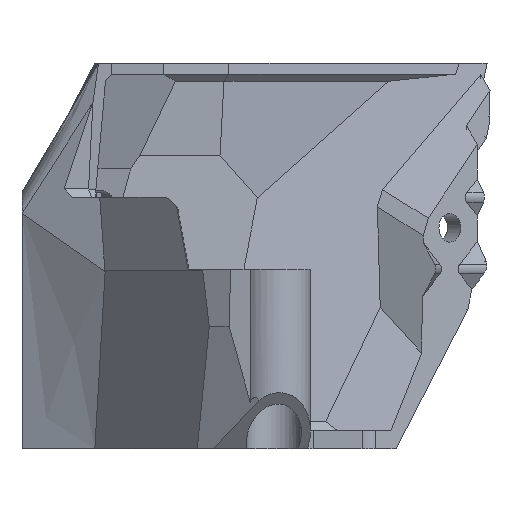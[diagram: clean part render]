
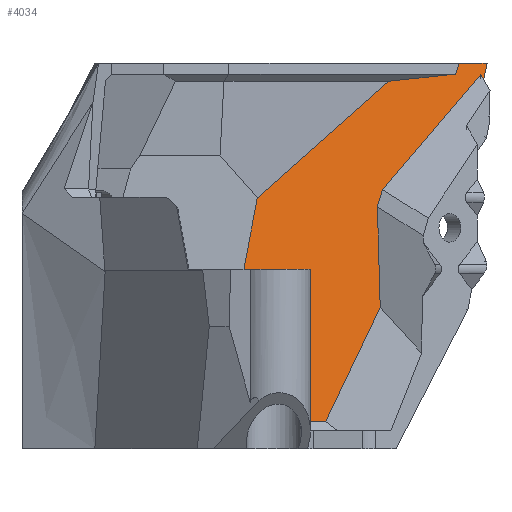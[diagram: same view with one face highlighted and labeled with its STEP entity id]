
A CAD part, left-side view. The second image highlights one B-rep face of the part: STEP entity #4034.
In plain terms, the highlighted planar face has unit normal (-0.865, -0.499, 0.043).
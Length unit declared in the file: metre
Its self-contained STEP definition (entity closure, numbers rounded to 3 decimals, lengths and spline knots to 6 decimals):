
#288=LINE('',#5971,#778);
#318=LINE('',#6042,#808);
#359=LINE('',#6139,#849);
#361=LINE('',#6143,#851);
#362=LINE('',#6145,#852);
#364=LINE('',#6148,#854);
#373=LINE('',#6164,#863);
#375=LINE('',#6167,#865);
#383=LINE('',#6185,#873);
#386=LINE('',#6190,#876);
#391=LINE('',#6199,#881);
#404=LINE('',#6234,#894);
#473=LINE('',#6407,#963);
#778=VECTOR('',#4801,1.);
#808=VECTOR('',#4857,1.);
#849=VECTOR('',#4940,1.);
#851=VECTOR('',#4944,1.);
#852=VECTOR('',#4947,1.);
#854=VECTOR('',#4951,1.);
#863=VECTOR('',#4964,1.);
#865=VECTOR('',#4968,1.);
#873=VECTOR('',#4984,1.);
#876=VECTOR('',#4989,1.);
#881=VECTOR('',#4996,1.);
#894=VECTOR('',#5029,1.);
#963=VECTOR('',#5190,1.);
#1851=ORIENTED_EDGE('',*,*,#2502,.T.);
#1852=ORIENTED_EDGE('',*,*,#2552,.T.);
#1853=ORIENTED_EDGE('',*,*,#2549,.T.);
#1854=ORIENTED_EDGE('',*,*,#2551,.T.);
#1855=ORIENTED_EDGE('',*,*,#2574,.T.);
#1856=ORIENTED_EDGE('',*,*,#2582,.T.);
#1857=ORIENTED_EDGE('',*,*,#2577,.F.);
#1858=ORIENTED_EDGE('',*,*,#2598,.T.);
#1859=ORIENTED_EDGE('',*,*,#2565,.T.);
#1860=ORIENTED_EDGE('',*,*,#2563,.T.);
#1861=ORIENTED_EDGE('',*,*,#2554,.T.);
#1862=ORIENTED_EDGE('',*,*,#2467,.T.);
#1863=ORIENTED_EDGE('',*,*,#2682,.T.);
#2467=EDGE_CURVE('',#2996,#2995,#288,.T.);
#2502=EDGE_CURVE('',#3024,#3023,#318,.T.);
#2549=EDGE_CURVE('',#3054,#3058,#359,.T.);
#2551=EDGE_CURVE('',#3058,#3059,#361,.T.);
#2552=EDGE_CURVE('',#3023,#3054,#362,.T.);
#2554=EDGE_CURVE('',#3060,#2996,#364,.T.);
#2563=EDGE_CURVE('',#3063,#3060,#373,.T.);
#2565=EDGE_CURVE('',#3065,#3063,#375,.T.);
#2574=EDGE_CURVE('',#3059,#3070,#383,.T.);
#2577=EDGE_CURVE('',#3071,#3072,#386,.T.);
#2582=EDGE_CURVE('',#3070,#3072,#391,.T.);
#2598=EDGE_CURVE('',#3071,#3065,#404,.T.);
#2682=EDGE_CURVE('',#2995,#3024,#473,.T.);
#2995=VERTEX_POINT('',#5970);
#2996=VERTEX_POINT('',#5972);
#3023=VERTEX_POINT('',#6041);
#3024=VERTEX_POINT('',#6043);
#3054=VERTEX_POINT('',#6130);
#3058=VERTEX_POINT('',#6138);
#3059=VERTEX_POINT('',#6142);
#3060=VERTEX_POINT('',#6149);
#3063=VERTEX_POINT('',#6161);
#3065=VERTEX_POINT('',#6168);
#3070=VERTEX_POINT('',#6184);
#3071=VERTEX_POINT('',#6189);
#3072=VERTEX_POINT('',#6191);
#3389=EDGE_LOOP('',(#1851,#1852,#1853,#1854,#1855,#1856,#1857,#1858,#1859,
#1860,#1861,#1862,#1863));
#3630=FACE_BOUND('',#3389,.T.);
#3835=PLANE('',#4337);
#4034=ADVANCED_FACE('',(#3630),#3835,.T.);
#4337=AXIS2_PLACEMENT_3D('',#6406,#5188,#5189);
#4801=DIRECTION('',(-0.033,-0.028,-0.999));
#4857=DIRECTION('',(-0.5,0.866,0.));
#4940=DIRECTION('',(-0.501,0.86,-0.094));
#4944=DIRECTION('',(-0.421,0.678,-0.602));
#4947=DIRECTION('',(-0.233,0.326,-0.916));
#4951=DIRECTION('',(0.381,-0.599,0.704));
#4964=DIRECTION('',(0.209,-0.282,0.936));
#4968=DIRECTION('',(0.033,0.028,0.999));
#4984=DIRECTION('',(-0.154,0.184,-0.971));
#4989=DIRECTION('',(-0.5,0.866,0.));
#4996=DIRECTION('',(0.485,-0.856,-0.179));
#5029=DIRECTION('',(0.282,-0.414,0.866));
#5188=DIRECTION('',(-0.865,-0.499,0.043));
#5189=DIRECTION('',(-0.5,0.866,0.));
#5190=DIRECTION('',(0.164,-0.202,0.966));
#5970=CARTESIAN_POINT('',(0.038941,-0.033126,0.039021));
#5971=CARTESIAN_POINT('',(0.038691,-0.033335,0.031555));
#5972=CARTESIAN_POINT('',(0.039002,-0.033075,0.040832));
#6041=CARTESIAN_POINT('',(0.037704,-0.030721,0.042059));
#6042=CARTESIAN_POINT('',(0.022417,-0.004234,0.042059));
#6043=CARTESIAN_POINT('',(0.039458,-0.03376,0.042059));
#6130=CARTESIAN_POINT('',(0.037398,-0.030294,0.040858));
#6138=CARTESIAN_POINT('',(0.033166,-0.023029,0.040066));
#6139=CARTESIAN_POINT('',(0.022065,-0.003974,0.037987));
#6142=CARTESIAN_POINT('',(0.024276,-0.008718,0.027358));
#6143=CARTESIAN_POINT('',(0.023116,-0.006852,0.025701));
#6145=CARTESIAN_POINT('',(0.034148,-0.02576,0.028103));
#6148=CARTESIAN_POINT('',(0.028715,-0.016886,0.021818));
#6149=CARTESIAN_POINT('',(0.032197,-0.022366,0.028255));
#6161=CARTESIAN_POINT('',(0.031777,-0.0218,0.026376));
#6164=CARTESIAN_POINT('',(0.030565,-0.020166,0.020959));
#6167=CARTESIAN_POINT('',(0.031614,-0.021936,0.021519));
#6168=CARTESIAN_POINT('',(0.031411,-0.022106,0.015452));
#6184=CARTESIAN_POINT('',(0.020403,-0.004102,0.003));
#6185=CARTESIAN_POINT('',(0.024563,-0.00906,0.029163));
#6189=CARTESIAN_POINT('',(0.027361,-0.016159,0.002999));
#6190=CARTESIAN_POINT('',(0.020037,-0.003468,0.002999));
#6191=CARTESIAN_POINT('',(0.020405,-0.004106,0.002999));
#6199=CARTESIAN_POINT('',(0.018504,-0.000753,0.003699));
#6234=CARTESIAN_POINT('',(0.029558,-0.019385,0.009753));
#6406=CARTESIAN_POINT('',(0.022952,-0.00702,0.020442));
#6407=CARTESIAN_POINT('',(0.036801,-0.030499,0.026442));
